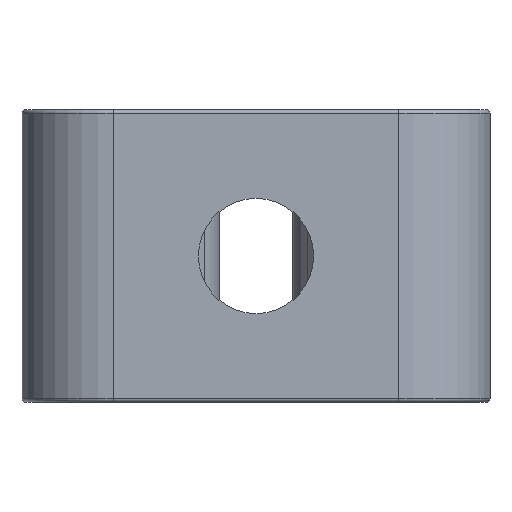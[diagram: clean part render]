
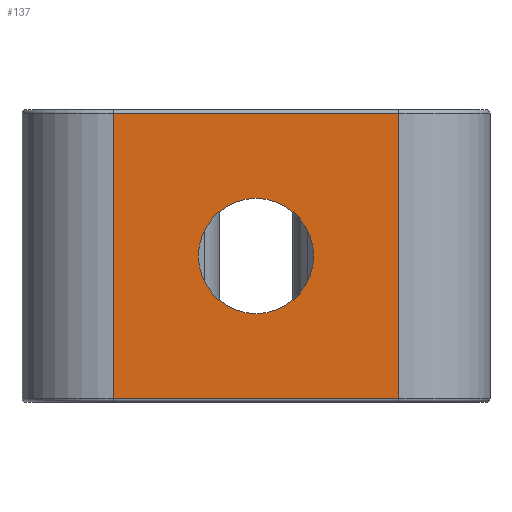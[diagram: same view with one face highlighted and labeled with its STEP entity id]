
A CAD part, front view. The second image highlights one B-rep face of the part: STEP entity #137.
In plain terms, the highlighted planar face has unit normal (0, -1, 0).
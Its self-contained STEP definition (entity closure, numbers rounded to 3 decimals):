
#137 = ADVANCED_FACE ( 'NONE', ( #1060, #2405 ), #226, .F. ) ;
#226 = PLANE ( 'NONE',  #1455 ) ;
#237 = CARTESIAN_POINT ( 'NONE',  ( 0., 0., -1.575 ) ) ;
#457 = LINE ( 'NONE', #1319, #1935 ) ;
#485 = VERTEX_POINT ( 'NONE', #3709 ) ;
#609 = EDGE_CURVE ( 'NONE', #3946, #1496, #3769, .T. ) ;
#738 = VERTEX_POINT ( 'NONE', #1676 ) ;
#879 = ORIENTED_EDGE ( 'NONE', *, *, #2840, .T. ) ;
#1003 = CARTESIAN_POINT ( 'NONE',  ( 3.9, 0., -4. ) ) ;
#1017 = CIRCLE ( 'NONE', #1157, 1.575 ) ;
#1043 = CARTESIAN_POINT ( 'NONE',  ( 3.9, 0., 3.9 ) ) ;
#1060 = FACE_OUTER_BOUND ( 'NONE', #2152, .T. ) ;
#1157 = AXIS2_PLACEMENT_3D ( 'NONE', #2546, #1347, #3418 ) ;
#1319 = CARTESIAN_POINT ( 'NONE',  ( -3.9, 0., -4. ) ) ;
#1347 = DIRECTION ( 'NONE',  ( 0., -1., 0. ) ) ;
#1351 = DIRECTION ( 'NONE',  ( 0., 0., -1. ) ) ;
#1455 = AXIS2_PLACEMENT_3D ( 'NONE', #2063, #2096, #1752 ) ;
#1496 = VERTEX_POINT ( 'NONE', #3266 ) ;
#1499 = CARTESIAN_POINT ( 'NONE',  ( 0., 0., -3.9 ) ) ;
#1568 = ORIENTED_EDGE ( 'NONE', *, *, #2200, .F. ) ;
#1617 = LINE ( 'NONE', #2542, #3585 ) ;
#1676 = CARTESIAN_POINT ( 'NONE',  ( 0., 0., 1.575 ) ) ;
#1689 = ORIENTED_EDGE ( 'NONE', *, *, #2449, .T. ) ;
#1739 = VECTOR ( 'NONE', #2681, 1000. ) ;
#1752 = DIRECTION ( 'NONE',  ( -1., 0., 0. ) ) ;
#1935 = VECTOR ( 'NONE', #2549, 1000. ) ;
#1943 = CARTESIAN_POINT ( 'NONE',  ( -3.9, 0., 3.9 ) ) ;
#2063 = CARTESIAN_POINT ( 'NONE',  ( 0., 0., -4. ) ) ;
#2067 = ORIENTED_EDGE ( 'NONE', *, *, #609, .F. ) ;
#2096 = DIRECTION ( 'NONE',  ( 0., 1., 0. ) ) ;
#2152 = EDGE_LOOP ( 'NONE', ( #2288, #1689, #2067, #879 ) ) ;
#2200 = EDGE_CURVE ( 'NONE', #738, #3368, #1017, .T. ) ;
#2227 = DIRECTION ( 'NONE',  ( 0., -1., 0. ) ) ;
#2237 = VECTOR ( 'NONE', #1351, 1000. ) ;
#2288 = ORIENTED_EDGE ( 'NONE', *, *, #2404, .F. ) ;
#2342 = VERTEX_POINT ( 'NONE', #1943 ) ;
#2404 = EDGE_CURVE ( 'NONE', #485, #2342, #457, .T. ) ;
#2405 = FACE_BOUND ( 'NONE', #2729, .T. ) ;
#2449 = EDGE_CURVE ( 'NONE', #485, #1496, #3046, .T. ) ;
#2542 = CARTESIAN_POINT ( 'NONE',  ( -3.9, 0., 3.9 ) ) ;
#2546 = CARTESIAN_POINT ( 'NONE',  ( 0., 0., 0. ) ) ;
#2549 = DIRECTION ( 'NONE',  ( 0., 0., 1. ) ) ;
#2681 = DIRECTION ( 'NONE',  ( 1., 0., 0. ) ) ;
#2729 = EDGE_LOOP ( 'NONE', ( #2801, #1568 ) ) ;
#2790 = EDGE_CURVE ( 'NONE', #3368, #738, #3377, .T. ) ;
#2801 = ORIENTED_EDGE ( 'NONE', *, *, #2790, .F. ) ;
#2840 = EDGE_CURVE ( 'NONE', #3946, #2342, #1617, .T. ) ;
#2875 = DIRECTION ( 'NONE',  ( 0., 0., -1. ) ) ;
#3046 = LINE ( 'NONE', #1499, #1739 ) ;
#3266 = CARTESIAN_POINT ( 'NONE',  ( 3.9, 0., -3.9 ) ) ;
#3368 = VERTEX_POINT ( 'NONE', #237 ) ;
#3377 = CIRCLE ( 'NONE', #3842, 1.575 ) ;
#3418 = DIRECTION ( 'NONE',  ( 0., 0., -1. ) ) ;
#3585 = VECTOR ( 'NONE', #3787, 1000. ) ;
#3709 = CARTESIAN_POINT ( 'NONE',  ( -3.9, 0., -3.9 ) ) ;
#3759 = CARTESIAN_POINT ( 'NONE',  ( 0., 0., 0. ) ) ;
#3769 = LINE ( 'NONE', #1003, #2237 ) ;
#3787 = DIRECTION ( 'NONE',  ( -1., 0., 0. ) ) ;
#3842 = AXIS2_PLACEMENT_3D ( 'NONE', #3759, #2227, #2875 ) ;
#3946 = VERTEX_POINT ( 'NONE', #1043 ) ;
